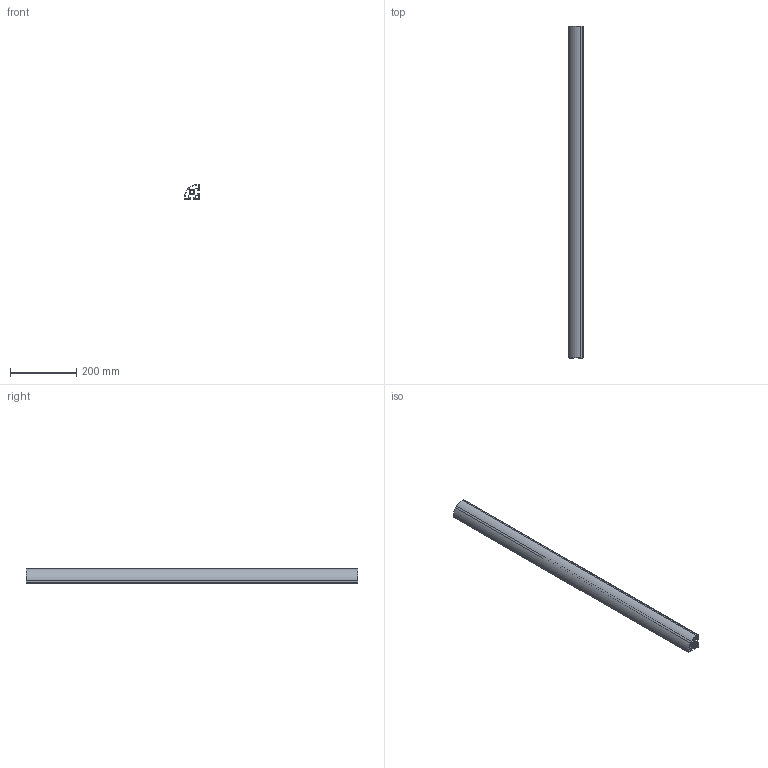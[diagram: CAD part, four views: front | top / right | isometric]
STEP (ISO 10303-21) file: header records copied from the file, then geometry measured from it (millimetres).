
FILE_DESCRIPTION(('STEP AP203'),'1');
FILE_NAME('BASE10B0127.stp','2023-10-13T10:31:22',(' '),(' '),'Spatial InterOp 3D',' ',' ');
FILE_SCHEMA(('CONFIG_CONTROL_DESIGN'));
Length unit declared in the file: millimetre
Products named in the file (1): Profilé 10 R45-90°
Bounding box: 45 x 1000 x 45 mm (x, y, z)
Volume: 491283.1 mm3; surface area: 510353 mm2
Topology: 1 solids, 1 shells, 168 faces, 498 edges, 332 vertices
Faces by surface type: cylinder 98, plane 70
Entity records: 5836 total; most frequent: DIRECTION 1032, CARTESIAN_POINT 999, ORIENTED_EDGE 996, EDGE_CURVE 498, AXIS2_PLACEMENT_3D 365, VERTEX_POINT 332, LINE 302, VECTOR 302
